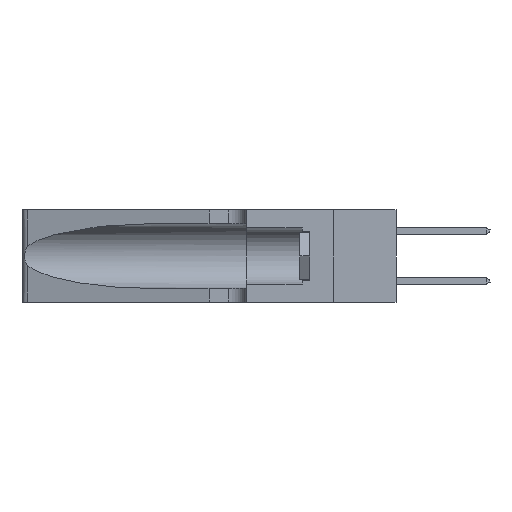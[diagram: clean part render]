
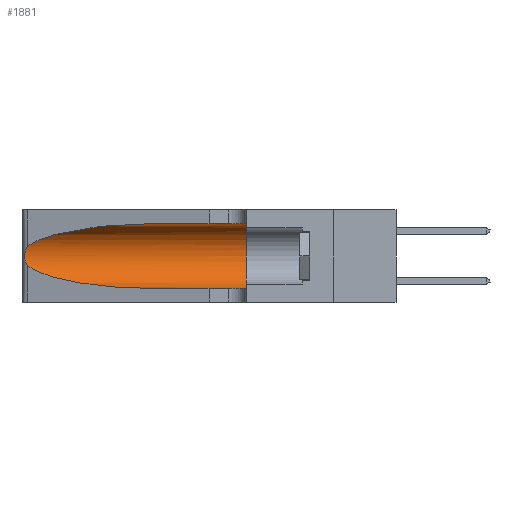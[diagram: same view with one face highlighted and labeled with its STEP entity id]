
A CAD part, left-side view. The second image highlights one B-rep face of the part: STEP entity #1881.
In plain terms, the highlighted cylindrical face has radius 3.308 mm (diameter 6.617 mm), a partial arc.
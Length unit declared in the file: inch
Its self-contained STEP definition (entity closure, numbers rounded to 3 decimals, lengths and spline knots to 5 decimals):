
#94 = VERTEX_POINT ( 'NONE', #22238 ) ;
#1518 = CARTESIAN_POINT ( 'NONE',  ( 0.18966, 0.96281, 0.31525 ) ) ;
#1787 = CARTESIAN_POINT ( 'NONE',  ( 0.25487, 1.22718, 0.22369 ) ) ;
#1881 = ADVANCED_FACE ( 'NONE', ( #36696 ), #5532, .F. ) ;
#2886 = VERTEX_POINT ( 'NONE', #1787 ) ;
#5195 = CARTESIAN_POINT ( 'NONE',  ( 0.25639, 1.23184, 0.21858 ) ) ;
#5532 = CYLINDRICAL_SURFACE ( 'NONE', #15080, 0.13025 ) ;
#5969 = EDGE_CURVE ( 'NONE', #17365, #18111, #27176, .T. ) ;
#6128 = CARTESIAN_POINT ( 'NONE',  ( 0.26018, 1.23835, 0.19895 ) ) ;
#7275 = CARTESIAN_POINT ( 'NONE',  ( 0.1305, 0.35, 0.185 ) ) ;
#8016 = ORIENTED_EDGE ( 'NONE', *, *, #16211, .T. ) ;
#8981 = CARTESIAN_POINT ( 'NONE',  ( 0.1305, 1.61858, 0.185 ) ) ;
#9689 = CARTESIAN_POINT ( 'NONE',  ( 0.2373, 1.15595, 0.28018 ) ) ;
#9793 = CARTESIAN_POINT ( 'NONE',  ( 0.25555, 1.22993, 0.14849 ) ) ;
#9927 = CARTESIAN_POINT ( 'NONE',  ( 0.1305, 0.72297, 0.05475 ) ) ;
#10273 = DIRECTION ( 'NONE',  ( 0., 1., 0. ) ) ;
#10385 = EDGE_LOOP ( 'NONE', ( #23188, #8016, #27350, #19289, #17274, #23689 ) ) ;
#10666 = EDGE_CURVE ( 'NONE', #15087, #2886, #28439, .T. ) ;
#11472 = AXIS2_PLACEMENT_3D ( 'NONE', #7275, #10273, #29123 ) ;
#14670 =( BOUNDED_CURVE ( )  B_SPLINE_CURVE ( 3, ( #19257, #25792, #28946, #19128 ),
 .UNSPECIFIED., .F., .T. ) 
 B_SPLINE_CURVE_WITH_KNOTS ( ( 4, 4 ),
 ( 3.44316, 4.71239 ),
 .UNSPECIFIED. ) 
 CURVE ( )  GEOMETRIC_REPRESENTATION_ITEM ( )  RATIONAL_B_SPLINE_CURVE ( ( 1., 0.87, 0.87, 1. ) ) 
 REPRESENTATION_ITEM ( '' )  );
#14975 = EDGE_CURVE ( 'NONE', #15060, #17365, #14670, .T. ) ;
#15060 = VERTEX_POINT ( 'NONE', #30001 ) ;
#15080 = AXIS2_PLACEMENT_3D ( 'NONE', #8981, #30661, #24349 ) ;
#15087 = VERTEX_POINT ( 'NONE', #35811 ) ;
#16211 = EDGE_CURVE ( 'NONE', #2886, #15060, #29693, .T. ) ;
#17274 = ORIENTED_EDGE ( 'NONE', *, *, #25261, .F. ) ;
#17365 = VERTEX_POINT ( 'NONE', #9927 ) ;
#17474 = CARTESIAN_POINT ( 'NONE',  ( 0.25555, 1.22994, 0.2215 ) ) ;
#17609 = CARTESIAN_POINT ( 'NONE',  ( 0.1305, 1.61858, 0.05475 ) ) ;
#18111 = VERTEX_POINT ( 'NONE', #28853 ) ;
#18848 = CARTESIAN_POINT ( 'NONE',  ( 0.25487, 1.22718, 0.22369 ) ) ;
#19128 = CARTESIAN_POINT ( 'NONE',  ( 0.1305, 0.72297, 0.05475 ) ) ;
#19257 = CARTESIAN_POINT ( 'NONE',  ( 0.25487, 1.22718, 0.14631 ) ) ;
#19289 = ORIENTED_EDGE ( 'NONE', *, *, #5969, .T. ) ;
#20058 = CARTESIAN_POINT ( 'NONE',  ( 0.1305, 0.72297, 0.31525 ) ) ;
#20359 = VECTOR ( 'NONE', #38541, 39.37008 ) ;
#22238 = CARTESIAN_POINT ( 'NONE',  ( 0.1305, 0.35, 0.31525 ) ) ;
#23188 = ORIENTED_EDGE ( 'NONE', *, *, #10666, .T. ) ;
#23689 = ORIENTED_EDGE ( 'NONE', *, *, #28276, .F. ) ;
#24349 = DIRECTION ( 'NONE',  ( 0., 0., -1. ) ) ;
#24694 = CARTESIAN_POINT ( 'NONE',  ( 0.26075, 1.23896, 0.178 ) ) ;
#25261 = EDGE_CURVE ( 'NONE', #94, #18111, #38565, .T. ) ;
#25792 = CARTESIAN_POINT ( 'NONE',  ( 0.2373, 1.15595, 0.08982 ) ) ;
#26197 = LINE ( 'NONE', #32578, #20359 ) ;
#26715 = VECTOR ( 'NONE', #39429, 39.37008 ) ;
#27176 = LINE ( 'NONE', #17609, #26715 ) ;
#27350 = ORIENTED_EDGE ( 'NONE', *, *, #14975, .T. ) ;
#27979 = CARTESIAN_POINT ( 'NONE',  ( 0.26017, 1.23833, 0.17102 ) ) ;
#28276 = EDGE_CURVE ( 'NONE', #15087, #94, #26197, .T. ) ;
#28439 =( BOUNDED_CURVE ( )  B_SPLINE_CURVE ( 3, ( #20058, #1518, #9689, #18848 ),
 .UNSPECIFIED., .F., .T. ) 
 B_SPLINE_CURVE_WITH_KNOTS ( ( 4, 4 ),
 ( 1.5708, 2.84003 ),
 .UNSPECIFIED. ) 
 CURVE ( )  GEOMETRIC_REPRESENTATION_ITEM ( )  RATIONAL_B_SPLINE_CURVE ( ( 1., 0.87, 0.87, 1. ) ) 
 REPRESENTATION_ITEM ( '' )  );
#28853 = CARTESIAN_POINT ( 'NONE',  ( 0.1305, 0.35, 0.05475 ) ) ;
#28946 = CARTESIAN_POINT ( 'NONE',  ( 0.18966, 0.96281, 0.05475 ) ) ;
#29123 = DIRECTION ( 'NONE',  ( 0., 0., 1. ) ) ;
#29693 = B_SPLINE_CURVE_WITH_KNOTS ( 'NONE', 3,
 ( #35998, #17474, #5195, #30190, #30457, #6128, #36806, #24694, #27979, #30715, #33811, #40068, #9793, #31487 ),
 .UNSPECIFIED., .F., .F.,
 ( 4, 2, 2, 2, 2, 2, 4 ),
 ( 0., 0.00027, 0.00053, 0.00107, 0.0016, 0.00187, 0.00214 ),
 .UNSPECIFIED. ) ;
#30001 = CARTESIAN_POINT ( 'NONE',  ( 0.25487, 1.22718, 0.14631 ) ) ;
#30190 = CARTESIAN_POINT ( 'NONE',  ( 0.25787, 1.23484, 0.2124 ) ) ;
#30457 = CARTESIAN_POINT ( 'NONE',  ( 0.25854, 1.2359, 0.20912 ) ) ;
#30661 = DIRECTION ( 'NONE',  ( 0., -1., 0. ) ) ;
#30715 = CARTESIAN_POINT ( 'NONE',  ( 0.25856, 1.23593, 0.16098 ) ) ;
#31487 = CARTESIAN_POINT ( 'NONE',  ( 0.25487, 1.22718, 0.14631 ) ) ;
#32578 = CARTESIAN_POINT ( 'NONE',  ( 0.1305, 1.61858, 0.31525 ) ) ;
#33811 = CARTESIAN_POINT ( 'NONE',  ( 0.25789, 1.23486, 0.15765 ) ) ;
#35811 = CARTESIAN_POINT ( 'NONE',  ( 0.1305, 0.72297, 0.31525 ) ) ;
#35998 = CARTESIAN_POINT ( 'NONE',  ( 0.25487, 1.22718, 0.22369 ) ) ;
#36696 = FACE_OUTER_BOUND ( 'NONE', #10385, .T. ) ;
#36806 = CARTESIAN_POINT ( 'NONE',  ( 0.26075, 1.23896, 0.19203 ) ) ;
#38541 = DIRECTION ( 'NONE',  ( 0., -1., 0. ) ) ;
#38565 = CIRCLE ( 'NONE', #11472, 0.13025 ) ;
#39429 = DIRECTION ( 'NONE',  ( 0., -1., 0. ) ) ;
#40068 = CARTESIAN_POINT ( 'NONE',  ( 0.25639, 1.23186, 0.15144 ) ) ;
